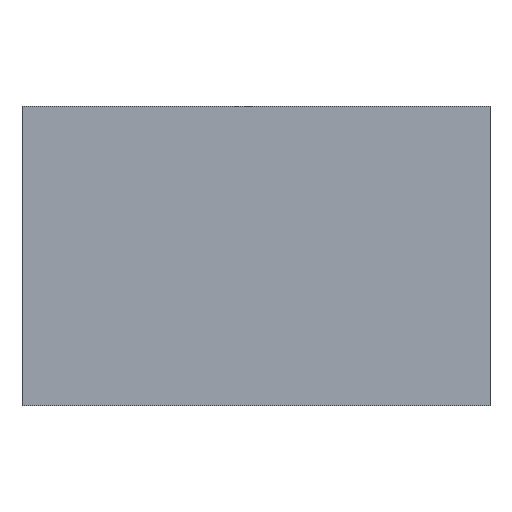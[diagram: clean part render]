
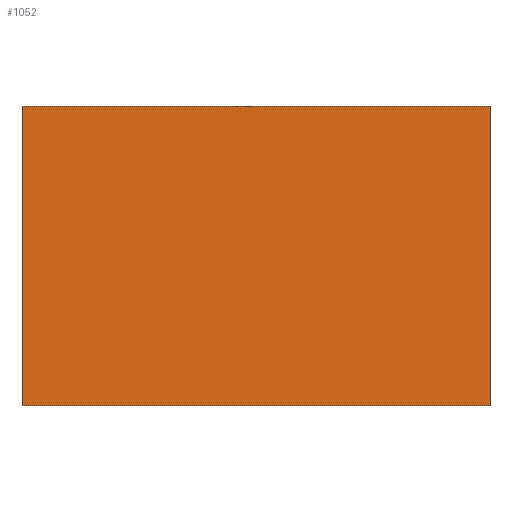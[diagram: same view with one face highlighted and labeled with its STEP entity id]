
A CAD part, front view. The second image highlights one B-rep face of the part: STEP entity #1052.
In plain terms, the highlighted planar face has unit normal (0, -1, 0).
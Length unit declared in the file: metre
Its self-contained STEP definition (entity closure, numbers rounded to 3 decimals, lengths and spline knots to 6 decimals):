
#97=LINE('',#1659,#199);
#102=LINE('',#1671,#204);
#106=LINE('',#1684,#208);
#107=LINE('',#1685,#209);
#199=VECTOR('',#1305,1.);
#204=VECTOR('',#1316,1.);
#208=VECTOR('',#1328,1.);
#209=VECTOR('',#1329,1.);
#328=ORIENTED_EDGE('',*,*,#597,.F.);
#329=ORIENTED_EDGE('',*,*,#585,.F.);
#330=ORIENTED_EDGE('',*,*,#598,.T.);
#331=ORIENTED_EDGE('',*,*,#591,.T.);
#585=EDGE_CURVE('',#718,#714,#97,.T.);
#591=EDGE_CURVE('',#723,#722,#102,.T.);
#597=EDGE_CURVE('',#714,#722,#106,.T.);
#598=EDGE_CURVE('',#718,#723,#107,.T.);
#714=VERTEX_POINT('',#1650);
#718=VERTEX_POINT('',#1658);
#722=VERTEX_POINT('',#1670);
#723=VERTEX_POINT('',#1672);
#809=EDGE_LOOP('',(#328,#329,#330,#331));
#911=FACE_BOUND('',#809,.T.);
#1006=PLANE('',#1134);
#1052=ADVANCED_FACE('',(#911),#1006,.T.);
#1134=AXIS2_PLACEMENT_3D('',#1683,#1326,#1327);
#1305=DIRECTION('',(0.,0.,-1.));
#1316=DIRECTION('',(0.,0.,-1.));
#1326=DIRECTION('',(0.,-1.,0.));
#1327=DIRECTION('',(0.,0.,-1.));
#1328=DIRECTION('',(-1.,0.,0.));
#1329=DIRECTION('',(-1.,0.,0.));
#1650=CARTESIAN_POINT('',(0.025,-0.054,0.));
#1658=CARTESIAN_POINT('',(0.025,-0.054,0.032));
#1659=CARTESIAN_POINT('',(0.025,-0.054,0.002));
#1670=CARTESIAN_POINT('',(-0.025,-0.054,0.));
#1671=CARTESIAN_POINT('',(-0.025,-0.054,0.002));
#1672=CARTESIAN_POINT('',(-0.025,-0.054,0.032));
#1683=CARTESIAN_POINT('',(0.,-0.054,0.002));
#1684=CARTESIAN_POINT('',(0.,-0.054,0.));
#1685=CARTESIAN_POINT('',(0.,-0.054,0.032));
